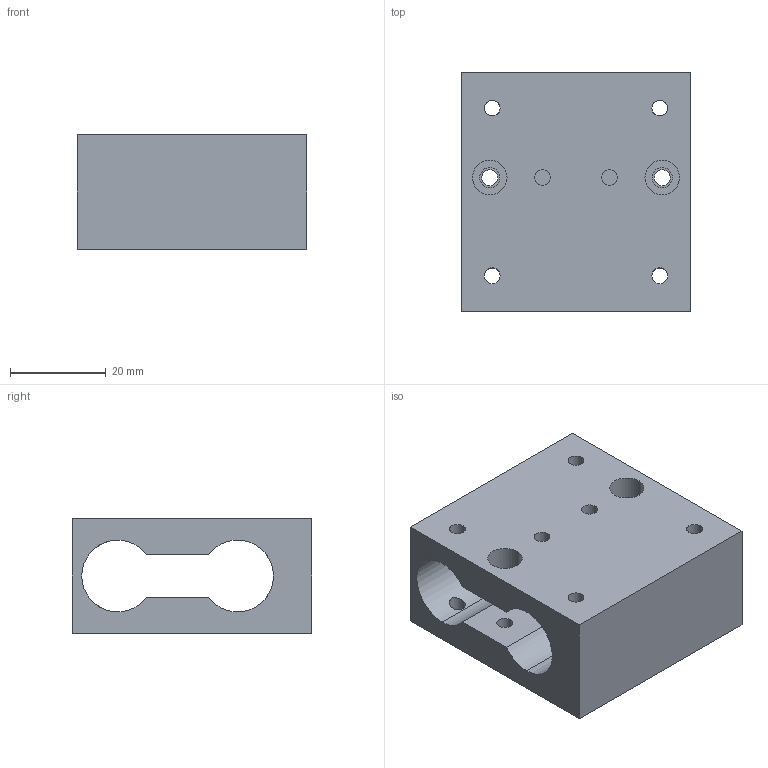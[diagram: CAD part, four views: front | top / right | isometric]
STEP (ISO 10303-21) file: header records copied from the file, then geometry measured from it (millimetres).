
FILE_DESCRIPTION (( 'STEP AP203' ), '1' );
FILE_NAME ('Corps de tête.STEP', '2022-10-23T00:57:43', ( '' ), ( '' ), 'SwSTEP 2.0', 'SolidWorks 2022', '' );
FILE_SCHEMA (( 'CONFIG_CONTROL_DESIGN' ));
Length unit declared in the file: millimetre
Products named in the file (1): Corps de tête
Bounding box: 48 x 50 x 24 mm (x, y, z)
Volume: 34620 mm3; surface area: 14424.1 mm2
Topology: 1 solids, 1 shells, 44 faces, 124 edges, 84 vertices
Faces by surface type: cylinder 34, plane 10
Entity records: 1921 total; most frequent: CARTESIAN_POINT 601, DIRECTION 262, ORIENTED_EDGE 248, EDGE_CURVE 124, AXIS2_PLACEMENT_3D 105, VERTEX_POINT 84, EDGE_LOOP 76, CIRCLE 60
